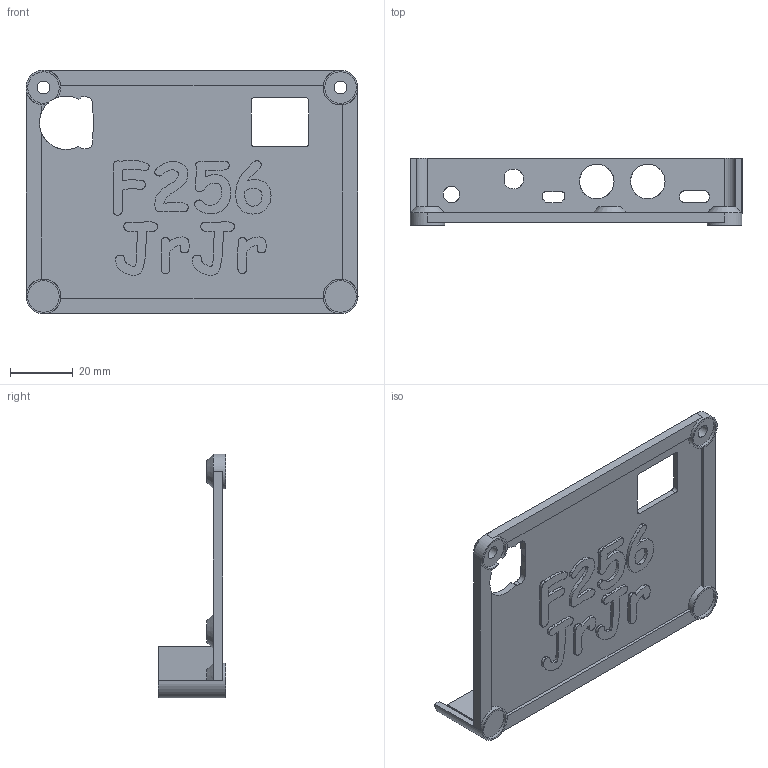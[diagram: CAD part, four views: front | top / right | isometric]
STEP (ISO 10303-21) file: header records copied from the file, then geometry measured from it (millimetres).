
FILE_DESCRIPTION(/* description */ ('Alibre Inc.'),/* implementation_level */ '2;1');
FILE_NAME(/* name */ 'export-4B7D9093-6A0C-4809-BB58-B0D41C552917',/* time_stamp */ '2025-01-03T15:43:58-08:00',/* author */ (''),/* organization */ (''),/* preprocessor_version */ 'ST-DEVELOPER v17',/* originating_system */ 'Alibre',/* authorisation */ '');
FILE_SCHEMA (('CONFIG_CONTROL_DESIGN'));
Length unit declared in the file: centimetre
Bounding box: 105.5 x 21.5 x 77.5 mm (x, y, z)
Volume: 17153.4 mm3; surface area: 22592 mm2
Topology: 1 solids, 1 shells, 448 faces, 1231 edges, 810 vertices
Faces by surface type: bspline 198, plane 155, cylinder 71, cone 24
Full cylindrical faces by diameter (mm): 4.1 x6, 4.5 x6, 5.25 x1, 10 x3, 11 x2, 11.1 x3, 13 x1
Entity records: 14153 total; most frequent: CARTESIAN_POINT 4281, ORIENTED_EDGE 2386, DIRECTION 1296, EDGE_CURVE 1193, VERTEX_POINT 800, VECTOR 575, LINE 575, EDGE_LOOP 521
